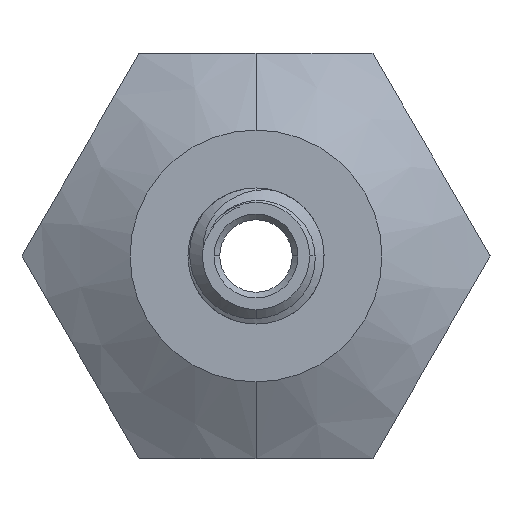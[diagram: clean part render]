
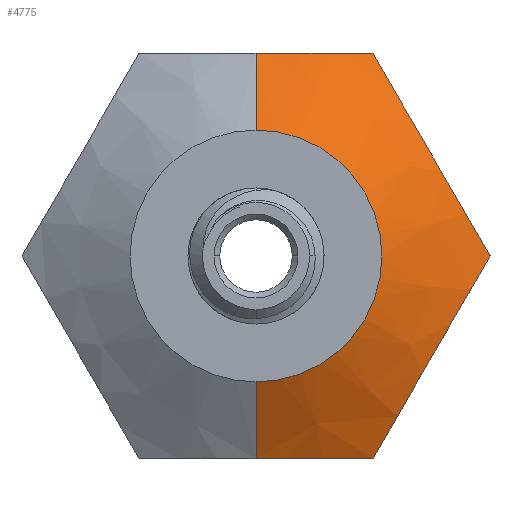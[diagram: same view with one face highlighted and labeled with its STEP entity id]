
A CAD part, front view. The second image highlights one B-rep face of the part: STEP entity #4775.
In plain terms, the highlighted conical face has half-angle 60 degrees and reference radius 8.106 mm.
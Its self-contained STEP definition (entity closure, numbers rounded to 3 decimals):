
#137 = EDGE_LOOP ( 'NONE', ( #2896, #22537, #19424, #29813, #23492, #18571, #15648 ) ) ;
#603 = CARTESIAN_POINT ( 'NONE',  ( 0., 1.588, -7. ) ) ;
#948 = DIRECTION ( 'NONE',  ( 0., 0.5, 0.866 ) ) ;
#981 = EDGE_CURVE ( 'NONE', #2447, #7219, #38208, .T. ) ;
#1195 = CARTESIAN_POINT ( 'NONE',  ( 0., 1.588, 7. ) ) ;
#1270 = EDGE_CURVE ( 'NONE', #12125, #7919, #37472, .T. ) ;
#2069 = B_SPLINE_CURVE_WITH_KNOTS ( 'NONE', 3,
 ( #20996, #17999, #23986, #6217, #26957, #9194, #29938, #12181, #32913, #15147, #35923, #18122 ),
 .UNSPECIFIED., .F., .F.,
 ( 4, 2, 2, 2, 2, 4 ),
 ( 0., 0.002, 0.004, 0.005, 0.006, 0.008 ),
 .UNSPECIFIED. ) ;
#2136 = CARTESIAN_POINT ( 'NONE',  ( 0., 2.226, 0. ) ) ;
#2244 = CARTESIAN_POINT ( 'NONE',  ( 6.749, 1.648, -2.31 ) ) ;
#2447 = VERTEX_POINT ( 'NONE', #31539 ) ;
#2896 = ORIENTED_EDGE ( 'NONE', *, *, #7635, .T. ) ;
#3422 = CIRCLE ( 'NONE', #5584, 4.25 ) ;
#4775 = ADVANCED_FACE ( 'NONE', ( #36939 ), #12312, .T. ) ;
#5239 = CARTESIAN_POINT ( 'NONE',  ( 5.894, 1.587, -3.791 ) ) ;
#5584 = AXIS2_PLACEMENT_3D ( 'NONE', #24510, #6758, #27481 ) ;
#5790 = CARTESIAN_POINT ( 'NONE',  ( 0., 0., 4.25 ) ) ;
#6217 = CARTESIAN_POINT ( 'NONE',  ( 5.375, 1.648, 4.69 ) ) ;
#6758 = DIRECTION ( 'NONE',  ( 0., 1., 0. ) ) ;
#7219 = VERTEX_POINT ( 'NONE', #24768 ) ;
#7635 = EDGE_CURVE ( 'NONE', #37913, #12125, #3422, .T. ) ;
#7777 = B_SPLINE_CURVE_WITH_KNOTS ( 'NONE', 3,
 ( #30184, #21257, #15398, #36181, #18380, #603 ),
 .UNSPECIFIED., .F., .F.,
 ( 4, 2, 4 ),
 ( 0., 0.002, 0.004 ),
 .UNSPECIFIED. ) ;
#7919 = VERTEX_POINT ( 'NONE', #13361 ) ;
#8115 = DIRECTION ( 'NONE',  ( 0., 0., 1. ) ) ;
#8227 = CARTESIAN_POINT ( 'NONE',  ( 5.38, 1.659, -4.681 ) ) ;
#9194 = CARTESIAN_POINT ( 'NONE',  ( 6.23, 1.587, 3.209 ) ) ;
#9713 = AXIS2_PLACEMENT_3D ( 'NONE', #2136, #28855, #8115 ) ;
#10162 = CARTESIAN_POINT ( 'NONE',  ( 0.688, 1.602, 7. ) ) ;
#11201 = CARTESIAN_POINT ( 'NONE',  ( 4.705, 1.865, -5.851 ) ) ;
#11781 = VERTEX_POINT ( 'NONE', #33374 ) ;
#11849 = EDGE_CURVE ( 'NONE', #37913, #11781, #21970, .T. ) ;
#12125 = VERTEX_POINT ( 'NONE', #31164 ) ;
#12181 = CARTESIAN_POINT ( 'NONE',  ( 6.744, 1.659, 2.319 ) ) ;
#12312 = CONICAL_SURFACE ( 'NONE', #9713, 8.106, 1.047 ) ;
#13140 = CARTESIAN_POINT ( 'NONE',  ( 1.708, 1.702, 7. ) ) ;
#13361 = CARTESIAN_POINT ( 'NONE',  ( 0., 1.588, -7. ) ) ;
#13670 = VERTEX_POINT ( 'NONE', #25706 ) ;
#14178 = CARTESIAN_POINT ( 'NONE',  ( 4.041, 2.213, -7. ) ) ;
#14374 = EDGE_CURVE ( 'NONE', #13670, #2447, #2069, .T. ) ;
#15147 = CARTESIAN_POINT ( 'NONE',  ( 7.419, 1.865, 1.149 ) ) ;
#15398 = CARTESIAN_POINT ( 'NONE',  ( 2.714, 1.865, -7. ) ) ;
#15648 = ORIENTED_EDGE ( 'NONE', *, *, #11849, .F. ) ;
#16112 = CARTESIAN_POINT ( 'NONE',  ( 3.382, 2.023, 7. ) ) ;
#17028 = CARTESIAN_POINT ( 'NONE',  ( 8.083, 2.213, 0. ) ) ;
#17999 = CARTESIAN_POINT ( 'NONE',  ( 4.371, 2.022, 6.429 ) ) ;
#18122 = CARTESIAN_POINT ( 'NONE',  ( 8.083, 2.213, 0. ) ) ;
#18380 = CARTESIAN_POINT ( 'NONE',  ( 0.689, 1.588, -7. ) ) ;
#18571 = ORIENTED_EDGE ( 'NONE', *, *, #30490, .F. ) ;
#18962 = CARTESIAN_POINT ( 'NONE',  ( 0.343, 1.588, 7. ) ) ;
#19407 = EDGE_CURVE ( 'NONE', #7219, #7919, #7777, .T. ) ;
#19424 = ORIENTED_EDGE ( 'NONE', *, *, #19407, .F. ) ;
#19808 = CARTESIAN_POINT ( 'NONE',  ( 0., 2.226, -8.106 ) ) ;
#20017 = CARTESIAN_POINT ( 'NONE',  ( 7.421, 1.865, -1.147 ) ) ;
#20173 = B_SPLINE_CURVE_WITH_KNOTS ( 'NONE', 3,
 ( #1195, #18962, #10162, #30899, #13140, #33880, #16112, #36890 ),
 .UNSPECIFIED., .F., .F.,
 ( 4, 2, 2, 4 ),
 ( 0.004, 0.005, 0.006, 0.008 ),
 .UNSPECIFIED. ) ;
#20996 = CARTESIAN_POINT ( 'NONE',  ( 4.041, 2.213, 7. ) ) ;
#21257 = CARTESIAN_POINT ( 'NONE',  ( 3.38, 2.022, -7. ) ) ;
#21970 = LINE ( 'NONE', #36524, #28929 ) ;
#22537 = ORIENTED_EDGE ( 'NONE', *, *, #1270, .T. ) ;
#22621 = VECTOR ( 'NONE', #24909, 1000. ) ;
#23014 = CARTESIAN_POINT ( 'NONE',  ( 6.41, 1.588, -2.898 ) ) ;
#23492 = ORIENTED_EDGE ( 'NONE', *, *, #14374, .F. ) ;
#23986 = CARTESIAN_POINT ( 'NONE',  ( 4.704, 1.865, 5.853 ) ) ;
#24510 = CARTESIAN_POINT ( 'NONE',  ( 0., 0., 0. ) ) ;
#24768 = CARTESIAN_POINT ( 'NONE',  ( 4.041, 2.213, -7. ) ) ;
#24909 = DIRECTION ( 'NONE',  ( 0., 0.5, -0.866 ) ) ;
#25706 = CARTESIAN_POINT ( 'NONE',  ( 4.041, 2.213, 7. ) ) ;
#25992 = CARTESIAN_POINT ( 'NONE',  ( 5.722, 1.602, -4.09 ) ) ;
#26957 = CARTESIAN_POINT ( 'NONE',  ( 5.715, 1.588, 4.102 ) ) ;
#27481 = DIRECTION ( 'NONE',  ( -1., 0., 0. ) ) ;
#28855 = DIRECTION ( 'NONE',  ( 0., 1., 0. ) ) ;
#28929 = VECTOR ( 'NONE', #948, 1000. ) ;
#28967 = CARTESIAN_POINT ( 'NONE',  ( 5.211, 1.701, -4.975 ) ) ;
#29813 = ORIENTED_EDGE ( 'NONE', *, *, #981, .F. ) ;
#29938 = CARTESIAN_POINT ( 'NONE',  ( 6.403, 1.602, 2.91 ) ) ;
#30184 = CARTESIAN_POINT ( 'NONE',  ( 4.041, 2.213, -7. ) ) ;
#30490 = EDGE_CURVE ( 'NONE', #11781, #13670, #20173, .T. ) ;
#30899 = CARTESIAN_POINT ( 'NONE',  ( 1.369, 1.66, 7. ) ) ;
#31164 = CARTESIAN_POINT ( 'NONE',  ( 0., 0., -4.25 ) ) ;
#31539 = CARTESIAN_POINT ( 'NONE',  ( 8.083, 2.213, 0. ) ) ;
#31938 = CARTESIAN_POINT ( 'NONE',  ( 4.372, 2.022, -6.428 ) ) ;
#32913 = CARTESIAN_POINT ( 'NONE',  ( 6.914, 1.701, 2.025 ) ) ;
#33374 = CARTESIAN_POINT ( 'NONE',  ( 0., 1.588, 7. ) ) ;
#33880 = CARTESIAN_POINT ( 'NONE',  ( 2.717, 1.865, 7. ) ) ;
#35923 = CARTESIAN_POINT ( 'NONE',  ( 7.753, 2.022, 0.572 ) ) ;
#36181 = CARTESIAN_POINT ( 'NONE',  ( 1.369, 1.647, -7. ) ) ;
#36524 = CARTESIAN_POINT ( 'NONE',  ( 0., 2.226, 8.106 ) ) ;
#36890 = CARTESIAN_POINT ( 'NONE',  ( 4.041, 2.213, 7. ) ) ;
#36939 = FACE_OUTER_BOUND ( 'NONE', #137, .T. ) ;
#37472 = LINE ( 'NONE', #19808, #22621 ) ;
#37805 = CARTESIAN_POINT ( 'NONE',  ( 7.753, 2.022, -0.571 ) ) ;
#37913 = VERTEX_POINT ( 'NONE', #5790 ) ;
#38208 = B_SPLINE_CURVE_WITH_KNOTS ( 'NONE', 3,
 ( #17028, #37805, #20017, #2244, #23014, #5239, #25992, #8227, #28967, #11201, #31938, #14178 ),
 .UNSPECIFIED., .F., .F.,
 ( 4, 2, 2, 2, 2, 4 ),
 ( 0., 0.002, 0.004, 0.005, 0.006, 0.008 ),
 .UNSPECIFIED. ) ;
